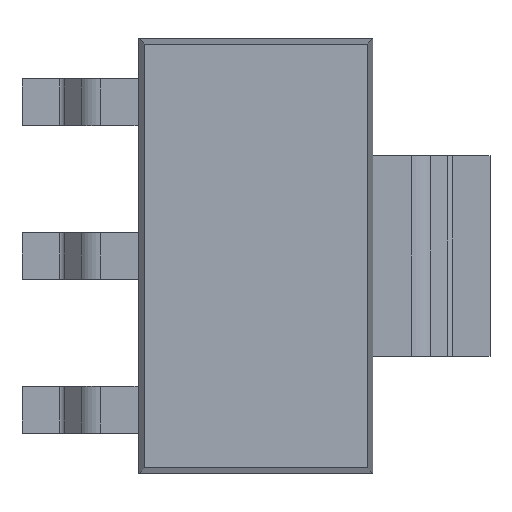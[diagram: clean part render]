
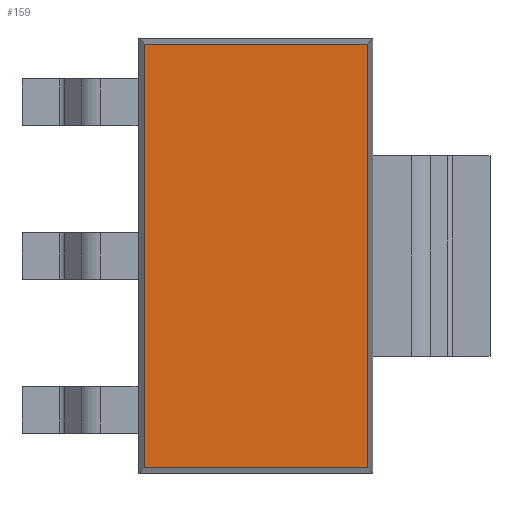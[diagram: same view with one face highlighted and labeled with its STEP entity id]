
A CAD part, top view. The second image highlights one B-rep face of the part: STEP entity #159.
In plain terms, the highlighted planar face has unit normal (0, 0, 1).
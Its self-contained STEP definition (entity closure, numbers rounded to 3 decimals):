
#159=ADVANCED_FACE('',(#275),#209,.T.);
#209=PLANE('',#1362);
#275=FACE_OUTER_BOUND('',#341,.T.);
#341=EDGE_LOOP('',(#671,#672,#673,#674));
#671=ORIENTED_EDGE('',*,*,#963,.T.);
#672=ORIENTED_EDGE('',*,*,#964,.T.);
#673=ORIENTED_EDGE('',*,*,#965,.T.);
#674=ORIENTED_EDGE('',*,*,#966,.T.);
#807=VERTEX_POINT('',#2002);
#808=VERTEX_POINT('',#2003);
#809=VERTEX_POINT('',#2005);
#810=VERTEX_POINT('',#2007);
#963=EDGE_CURVE('',#807,#808,#1095,.T.);
#964=EDGE_CURVE('',#808,#809,#1096,.T.);
#965=EDGE_CURVE('',#809,#810,#1097,.T.);
#966=EDGE_CURVE('',#810,#807,#1098,.T.);
#1095=LINE('',#2001,#1227);
#1096=LINE('',#2004,#1228);
#1097=LINE('',#2006,#1229);
#1098=LINE('',#2008,#1230);
#1227=VECTOR('',#1662,1.);
#1228=VECTOR('',#1663,1.);
#1229=VECTOR('',#1664,1.);
#1230=VECTOR('',#1665,1.);
#1362=AXIS2_PLACEMENT_3D('',#2009,#1666,#1667);
#1662=DIRECTION('',(0.,1.,0.));
#1663=DIRECTION('',(-1.,0.,0.));
#1664=DIRECTION('',(0.,-1.,0.));
#1665=DIRECTION('',(1.,0.,0.));
#1666=DIRECTION('',(0.,0.,1.));
#1667=DIRECTION('',(0.,-1.,0.));
#2001=CARTESIAN_POINT('',(1.601,3.797,-1.733));
#2002=CARTESIAN_POINT('',(1.601,0.628,-1.733));
#2003=CARTESIAN_POINT('',(1.601,6.965,-1.733));
#2004=CARTESIAN_POINT('',(-0.067,6.965,-1.733));
#2005=CARTESIAN_POINT('',(-1.736,6.965,-1.733));
#2006=CARTESIAN_POINT('',(-1.736,3.797,-1.733));
#2007=CARTESIAN_POINT('',(-1.736,0.628,-1.733));
#2008=CARTESIAN_POINT('',(-0.067,0.628,-1.733));
#2009=CARTESIAN_POINT('',(-0.067,3.797,-1.733));
